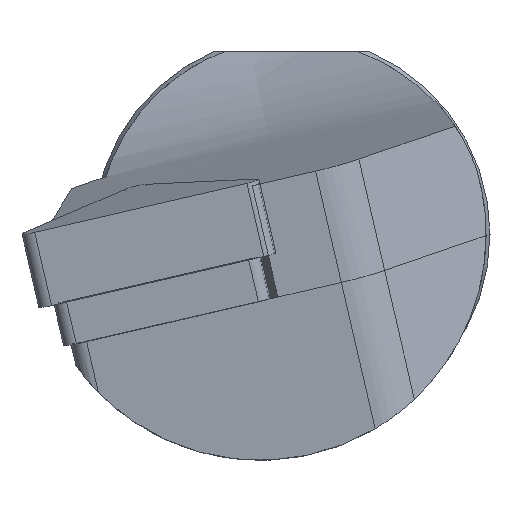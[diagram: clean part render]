
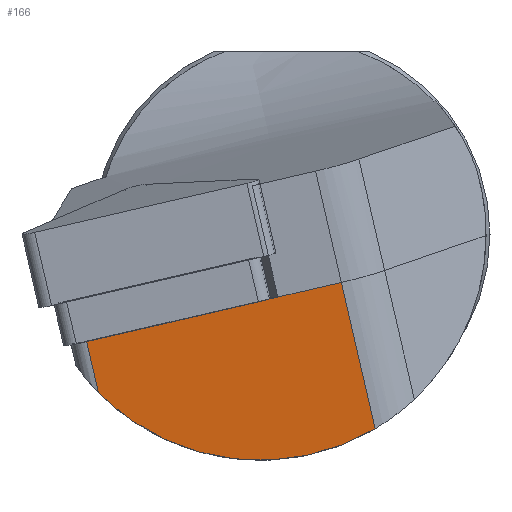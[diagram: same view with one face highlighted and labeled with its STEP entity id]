
A CAD part, left-side view. The second image highlights one B-rep face of the part: STEP entity #166.
In plain terms, the highlighted planar face has unit normal (-0.995, -0.023, -0.102).
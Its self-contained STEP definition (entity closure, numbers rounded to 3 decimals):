
#130=ELLIPSE('',#887,14.328,14.25);
#166=ADVANCED_FACE('',(#236),#209,.T.);
#209=PLANE('',#895);
#236=FACE_OUTER_BOUND('',#282,.T.);
#282=EDGE_LOOP('',(#457,#458,#459,#460,#461,#462));
#324=LINE('',#1179,#378);
#330=LINE('',#1244,#384);
#331=LINE('',#1248,#385);
#332=LINE('',#1250,#386);
#333=LINE('',#1251,#387);
#378=VECTOR('',#963,1.);
#384=VECTOR('',#995,1.);
#385=VECTOR('',#1000,1.);
#386=VECTOR('',#1001,1.);
#387=VECTOR('',#1002,1.);
#457=ORIENTED_EDGE('',*,*,#756,.T.);
#458=ORIENTED_EDGE('',*,*,#757,.F.);
#459=ORIENTED_EDGE('',*,*,#746,.F.);
#460=ORIENTED_EDGE('',*,*,#754,.T.);
#461=ORIENTED_EDGE('',*,*,#758,.T.);
#462=ORIENTED_EDGE('',*,*,#736,.T.);
#662=VERTEX_POINT('',#1177);
#664=VERTEX_POINT('',#1180);
#672=VERTEX_POINT('',#1205);
#673=VERTEX_POINT('',#1207);
#679=VERTEX_POINT('',#1245);
#680=VERTEX_POINT('',#1249);
#736=EDGE_CURVE('',#664,#662,#324,.T.);
#746=EDGE_CURVE('',#672,#673,#130,.T.);
#754=EDGE_CURVE('',#672,#679,#330,.T.);
#756=EDGE_CURVE('',#662,#680,#331,.T.);
#757=EDGE_CURVE('',#673,#680,#332,.T.);
#758=EDGE_CURVE('',#679,#664,#333,.T.);
#887=AXIS2_PLACEMENT_3D('',#1206,#980,#981);
#895=AXIS2_PLACEMENT_3D('',#1252,#1003,#1004);
#963=DIRECTION('',(0.,0.974,-0.225));
#980=DIRECTION('',(0.995,0.023,0.102));
#981=DIRECTION('',(-0.105,0.223,0.969));
#995=DIRECTION('',(-0.105,0.224,0.969));
#1000=DIRECTION('',(0.,0.974,-0.225));
#1001=DIRECTION('',(-0.105,0.224,0.969));
#1002=DIRECTION('',(0.,0.974,-0.225));
#1003=DIRECTION('',(-0.995,-0.023,-0.102));
#1004=DIRECTION('',(-0.102,0.,0.995));
#1177=CARTESIAN_POINT('',(1.545,1.59,-4.13));
#1179=CARTESIAN_POINT('',(1.545,-3.129,-3.04));
#1180=CARTESIAN_POINT('',(1.545,0.868,-3.963));
#1205=CARTESIAN_POINT('',(2.54,-5.259,-12.263));
#1206=CARTESIAN_POINT('',(1.113,2.,0.));
#1207=CARTESIAN_POINT('',(1.894,12.182,-9.969));
#1244=CARTESIAN_POINT('',(-27.786,59.647,268.874));
#1245=CARTESIAN_POINT('',(1.545,-3.129,-3.04));
#1248=CARTESIAN_POINT('',(1.545,-3.129,-3.04));
#1249=CARTESIAN_POINT('',(1.546,12.926,-6.747));
#1250=CARTESIAN_POINT('',(-27.785,75.703,265.168));
#1251=CARTESIAN_POINT('',(1.545,-3.129,-3.04));
#1252=CARTESIAN_POINT('',(-27.786,59.647,268.874));
